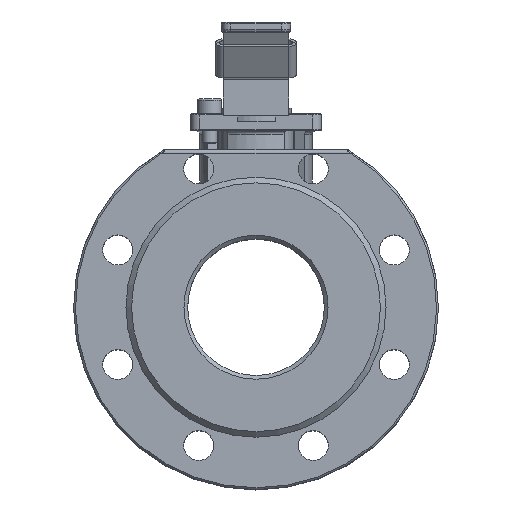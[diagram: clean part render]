
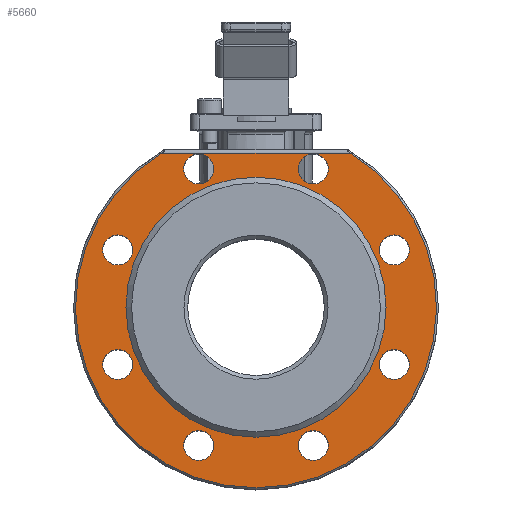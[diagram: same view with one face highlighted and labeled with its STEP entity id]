
A CAD part, top view. The second image highlights one B-rep face of the part: STEP entity #5660.
In plain terms, the highlighted face is planar.
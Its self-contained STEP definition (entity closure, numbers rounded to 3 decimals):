
#226=FACE_BOUND('',#1331,.T.);
#227=FACE_BOUND('',#1332,.T.);
#228=FACE_BOUND('',#1333,.T.);
#229=FACE_BOUND('',#1334,.T.);
#230=FACE_BOUND('',#1335,.T.);
#231=FACE_BOUND('',#1336,.T.);
#232=FACE_BOUND('',#1337,.T.);
#233=FACE_BOUND('',#1338,.T.);
#234=FACE_BOUND('',#1339,.T.);
#397=CIRCLE('',#6189,96.5);
#419=CIRCLE('',#6226,69.5);
#420=CIRCLE('',#6227,8.);
#421=CIRCLE('',#6228,8.);
#422=CIRCLE('',#6229,8.);
#423=CIRCLE('',#6230,8.);
#424=CIRCLE('',#6231,8.);
#425=CIRCLE('',#6232,8.);
#426=CIRCLE('',#6233,8.);
#427=CIRCLE('',#6234,8.);
#961=FACE_OUTER_BOUND('',#1330,.T.);
#1330=EDGE_LOOP('',(#4396,#4397));
#1331=EDGE_LOOP('',(#4398));
#1332=EDGE_LOOP('',(#4399));
#1333=EDGE_LOOP('',(#4400));
#1334=EDGE_LOOP('',(#4401));
#1335=EDGE_LOOP('',(#4402));
#1336=EDGE_LOOP('',(#4403));
#1337=EDGE_LOOP('',(#4404));
#1338=EDGE_LOOP('',(#4405));
#1339=EDGE_LOOP('',(#4406));
#1693=LINE('',#8784,#2145);
#2145=VECTOR('',#7079,10.);
#2649=VERTEX_POINT('',#8768);
#2650=VERTEX_POINT('',#8783);
#2695=VERTEX_POINT('',#8990);
#2696=VERTEX_POINT('',#8992);
#2697=VERTEX_POINT('',#8994);
#2698=VERTEX_POINT('',#8996);
#2699=VERTEX_POINT('',#8998);
#2700=VERTEX_POINT('',#9000);
#2701=VERTEX_POINT('',#9002);
#2702=VERTEX_POINT('',#9004);
#2703=VERTEX_POINT('',#9006);
#3241=EDGE_CURVE('',#2649,#2650,#1693,.T.);
#3275=EDGE_CURVE('',#2650,#2649,#397,.T.);
#3306=EDGE_CURVE('',#2695,#2695,#419,.T.);
#3307=EDGE_CURVE('',#2696,#2696,#420,.T.);
#3308=EDGE_CURVE('',#2697,#2697,#421,.T.);
#3309=EDGE_CURVE('',#2698,#2698,#422,.T.);
#3310=EDGE_CURVE('',#2699,#2699,#423,.T.);
#3311=EDGE_CURVE('',#2700,#2700,#424,.T.);
#3312=EDGE_CURVE('',#2701,#2701,#425,.T.);
#3313=EDGE_CURVE('',#2702,#2702,#426,.T.);
#3314=EDGE_CURVE('',#2703,#2703,#427,.T.);
#4396=ORIENTED_EDGE('',*,*,#3241,.F.);
#4397=ORIENTED_EDGE('',*,*,#3275,.F.);
#4398=ORIENTED_EDGE('',*,*,#3306,.F.);
#4399=ORIENTED_EDGE('',*,*,#3307,.F.);
#4400=ORIENTED_EDGE('',*,*,#3308,.F.);
#4401=ORIENTED_EDGE('',*,*,#3309,.F.);
#4402=ORIENTED_EDGE('',*,*,#3310,.F.);
#4403=ORIENTED_EDGE('',*,*,#3311,.F.);
#4404=ORIENTED_EDGE('',*,*,#3312,.F.);
#4405=ORIENTED_EDGE('',*,*,#3313,.F.);
#4406=ORIENTED_EDGE('',*,*,#3314,.F.);
#5417=PLANE('',#6225);
#5660=ADVANCED_FACE('',(#961,#226,#227,#228,#229,#230,#231,#232,#233,#234),
#5417,.F.);
#6189=AXIS2_PLACEMENT_3D('',#8926,#7129,#7130);
#6225=AXIS2_PLACEMENT_3D('',#8989,#7210,#7211);
#6226=AXIS2_PLACEMENT_3D('',#8991,#7212,#7213);
#6227=AXIS2_PLACEMENT_3D('',#8993,#7214,#7215);
#6228=AXIS2_PLACEMENT_3D('',#8995,#7216,#7217);
#6229=AXIS2_PLACEMENT_3D('',#8997,#7218,#7219);
#6230=AXIS2_PLACEMENT_3D('',#8999,#7220,#7221);
#6231=AXIS2_PLACEMENT_3D('',#9001,#7222,#7223);
#6232=AXIS2_PLACEMENT_3D('',#9003,#7224,#7225);
#6233=AXIS2_PLACEMENT_3D('',#9005,#7226,#7227);
#6234=AXIS2_PLACEMENT_3D('',#9007,#7228,#7229);
#7079=DIRECTION('',(-1.,0.,0.));
#7129=DIRECTION('center_axis',(0.,0.,
1.));
#7130=DIRECTION('ref_axis',(-1.,0.,0.));
#7210=DIRECTION('center_axis',(0.,0.,
1.));
#7211=DIRECTION('ref_axis',(1.,0.,0.));
#7212=DIRECTION('center_axis',(0.,0.,
-1.));
#7213=DIRECTION('ref_axis',(-1.,0.,0.));
#7214=DIRECTION('center_axis',(0.,0.,
-1.));
#7215=DIRECTION('ref_axis',(-1.,0.,0.));
#7216=DIRECTION('center_axis',(0.,0.,
-1.));
#7217=DIRECTION('ref_axis',(-1.,0.,0.));
#7218=DIRECTION('center_axis',(0.,0.,
-1.));
#7219=DIRECTION('ref_axis',(-1.,0.,0.));
#7220=DIRECTION('center_axis',(0.,0.,
-1.));
#7221=DIRECTION('ref_axis',(-1.,0.,0.));
#7222=DIRECTION('center_axis',(0.,0.,
-1.));
#7223=DIRECTION('ref_axis',(-1.,0.,0.));
#7224=DIRECTION('center_axis',(0.,0.,
-1.));
#7225=DIRECTION('ref_axis',(-1.,0.,0.));
#7226=DIRECTION('center_axis',(0.,0.,
-1.));
#7227=DIRECTION('ref_axis',(-1.,0.,0.));
#7228=DIRECTION('center_axis',(0.,0.,
-1.));
#7229=DIRECTION('ref_axis',(-1.,0.,0.));
#8768=CARTESIAN_POINT('',(50.265,82.375,3.));
#8783=CARTESIAN_POINT('',(-50.265,82.375,3.));
#8784=CARTESIAN_POINT('',(-5.649,82.375,3.));
#8926=CARTESIAN_POINT('Origin',(0.,0.,
3.));
#8989=CARTESIAN_POINT('Origin',(0.,0.,
3.));
#8990=CARTESIAN_POINT('',(69.5,0.,3.));
#8991=CARTESIAN_POINT('Origin',(0.,0.,
3.));
#8992=CARTESIAN_POINT('',(38.615,-73.91,3.));
#8993=CARTESIAN_POINT('Origin',(30.615,-73.91,3.));
#8994=CARTESIAN_POINT('',(-22.615,-73.91,3.));
#8995=CARTESIAN_POINT('Origin',(-30.615,-73.91,3.));
#8996=CARTESIAN_POINT('',(-65.91,-30.615,3.));
#8997=CARTESIAN_POINT('Origin',(-73.91,-30.615,3.));
#8998=CARTESIAN_POINT('',(-65.91,30.615,3.));
#8999=CARTESIAN_POINT('Origin',(-73.91,30.615,3.));
#9000=CARTESIAN_POINT('',(-22.615,73.91,3.));
#9001=CARTESIAN_POINT('Origin',(-30.615,73.91,3.));
#9002=CARTESIAN_POINT('',(38.615,73.91,3.));
#9003=CARTESIAN_POINT('Origin',(30.615,73.91,3.));
#9004=CARTESIAN_POINT('',(81.91,30.615,3.));
#9005=CARTESIAN_POINT('Origin',(73.91,30.615,3.));
#9006=CARTESIAN_POINT('',(81.91,-30.615,3.));
#9007=CARTESIAN_POINT('Origin',(73.91,-30.615,3.));
